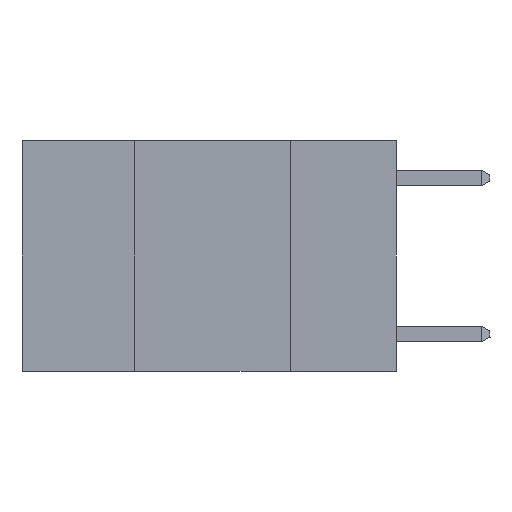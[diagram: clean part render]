
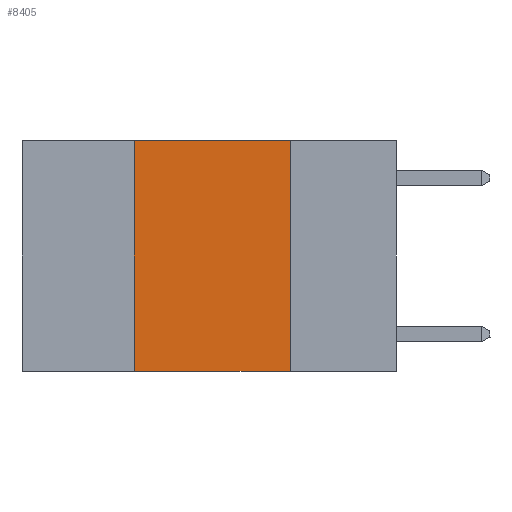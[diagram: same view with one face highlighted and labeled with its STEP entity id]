
A CAD part, left-side view. The second image highlights one B-rep face of the part: STEP entity #8405.
In plain terms, the highlighted planar face has unit normal (-1, 0, 0).
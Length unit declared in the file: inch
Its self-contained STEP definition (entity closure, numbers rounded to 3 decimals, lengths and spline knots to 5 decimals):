
#2347 = CARTESIAN_POINT ( 'NONE',  ( 0., 0.17, 0. ) ) ;
#2554 = DIRECTION ( 'NONE',  ( 1., 0., 0. ) ) ;
#3260 = DIRECTION ( 'NONE',  ( 0., 0., 1. ) ) ;
#3355 = VECTOR ( 'NONE', #22616, 39.37008 ) ;
#3391 = LINE ( 'NONE', #16070, #4023 ) ;
#4023 = VECTOR ( 'NONE', #3260, 39.37008 ) ;
#4501 = CARTESIAN_POINT ( 'NONE',  ( 0., 0.42, 0. ) ) ;
#4758 = EDGE_LOOP ( 'NONE', ( #26814, #12289, #15676, #14892 ) ) ;
#6005 = EDGE_CURVE ( 'NONE', #21553, #22537, #25241, .T. ) ;
#6558 = CARTESIAN_POINT ( 'NONE',  ( 0., 0.42, -0.37 ) ) ;
#6592 = EDGE_CURVE ( 'NONE', #27181, #19241, #3391, .T. ) ;
#7096 = FACE_OUTER_BOUND ( 'NONE', #4758, .T. ) ;
#8405 = ADVANCED_FACE ( 'NONE', ( #7096 ), #17296, .F. ) ;
#8516 = AXIS2_PLACEMENT_3D ( 'NONE', #25723, #2554, #13164 ) ;
#8784 = CARTESIAN_POINT ( 'NONE',  ( 0., 0.17, -0.37 ) ) ;
#10612 = DIRECTION ( 'NONE',  ( 0., 0., -1. ) ) ;
#12289 = ORIENTED_EDGE ( 'NONE', *, *, #21908, .F. ) ;
#13164 = DIRECTION ( 'NONE',  ( 0., 0., -1. ) ) ;
#13757 = EDGE_CURVE ( 'NONE', #27181, #22537, #20674, .T. ) ;
#14342 = CARTESIAN_POINT ( 'NONE',  ( 0., 0.6, 0. ) ) ;
#14892 = ORIENTED_EDGE ( 'NONE', *, *, #13757, .T. ) ;
#15676 = ORIENTED_EDGE ( 'NONE', *, *, #6592, .F. ) ;
#16070 = CARTESIAN_POINT ( 'NONE',  ( 0., 0.42, 0. ) ) ;
#16814 = LINE ( 'NONE', #14342, #22270 ) ;
#17296 = PLANE ( 'NONE',  #8516 ) ;
#18505 = CARTESIAN_POINT ( 'NONE',  ( 0., 0.17, 0. ) ) ;
#19241 = VERTEX_POINT ( 'NONE', #4501 ) ;
#20674 = LINE ( 'NONE', #24410, #3355 ) ;
#21553 = VERTEX_POINT ( 'NONE', #18505 ) ;
#21908 = EDGE_CURVE ( 'NONE', #19241, #21553, #16814, .T. ) ;
#22270 = VECTOR ( 'NONE', #26891, 39.37008 ) ;
#22537 = VERTEX_POINT ( 'NONE', #8784 ) ;
#22616 = DIRECTION ( 'NONE',  ( 0., -1., 0. ) ) ;
#23834 = VECTOR ( 'NONE', #10612, 39.37008 ) ;
#24410 = CARTESIAN_POINT ( 'NONE',  ( 0., 0.6, -0.37 ) ) ;
#25241 = LINE ( 'NONE', #2347, #23834 ) ;
#25723 = CARTESIAN_POINT ( 'NONE',  ( 0., 0.6, 0. ) ) ;
#26814 = ORIENTED_EDGE ( 'NONE', *, *, #6005, .F. ) ;
#26891 = DIRECTION ( 'NONE',  ( 0., -1., 0. ) ) ;
#27181 = VERTEX_POINT ( 'NONE', #6558 ) ;
